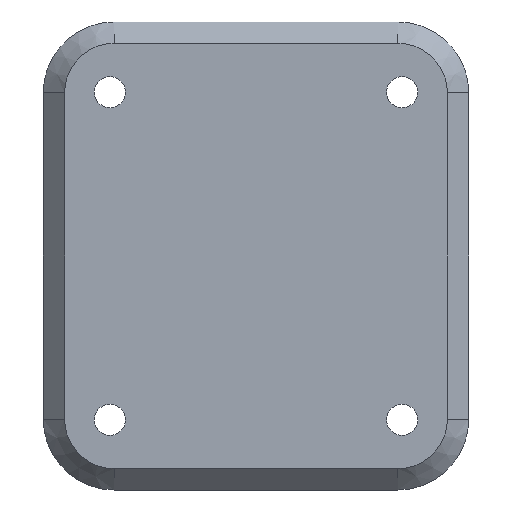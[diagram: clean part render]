
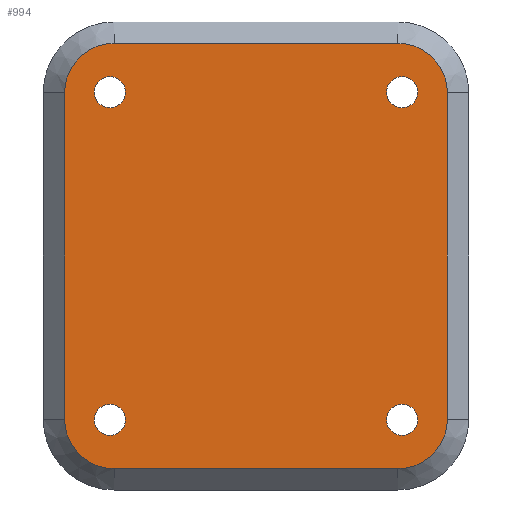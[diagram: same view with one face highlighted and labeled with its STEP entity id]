
A CAD part, front view. The second image highlights one B-rep face of the part: STEP entity #994.
In plain terms, the highlighted planar face has unit normal (0, -1, 0).
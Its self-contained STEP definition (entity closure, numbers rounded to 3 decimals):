
#15=FACE_BOUND('',#172,.T.);
#16=FACE_BOUND('',#173,.T.);
#17=FACE_BOUND('',#174,.T.);
#18=FACE_BOUND('',#175,.T.);
#49=CIRCLE('',#1054,3.5);
#51=CIRCLE('',#1058,3.5);
#53=CIRCLE('',#1062,3.5);
#55=CIRCLE('',#1066,3.5);
#58=CIRCLE('',#1074,1.1);
#59=CIRCLE('',#1075,1.1);
#60=CIRCLE('',#1076,1.1);
#61=CIRCLE('',#1077,1.1);
#116=FACE_OUTER_BOUND('',#171,.T.);
#171=EDGE_LOOP('',(#707,#708,#709,#710,#711,#712,#713,#714));
#172=EDGE_LOOP('',(#715));
#173=EDGE_LOOP('',(#716));
#174=EDGE_LOOP('',(#717));
#175=EDGE_LOOP('',(#718));
#224=LINE('',#1476,#320);
#229=LINE('',#1490,#325);
#233=LINE('',#1502,#329);
#237=LINE('',#1514,#333);
#320=VECTOR('',#1163,10.);
#325=VECTOR('',#1176,10.);
#329=VECTOR('',#1188,10.);
#333=VECTOR('',#1200,10.);
#416=VERTEX_POINT('',#1473);
#417=VERTEX_POINT('',#1475);
#420=VERTEX_POINT('',#1483);
#422=VERTEX_POINT('',#1488);
#424=VERTEX_POINT('',#1495);
#426=VERTEX_POINT('',#1500);
#428=VERTEX_POINT('',#1507);
#430=VERTEX_POINT('',#1512);
#436=VERTEX_POINT('',#1538);
#437=VERTEX_POINT('',#1540);
#438=VERTEX_POINT('',#1542);
#439=VERTEX_POINT('',#1544);
#512=EDGE_CURVE('',#416,#417,#224,.T.);
#517=EDGE_CURVE('',#420,#416,#49,.T.);
#519=EDGE_CURVE('',#422,#420,#229,.T.);
#523=EDGE_CURVE('',#424,#422,#51,.T.);
#525=EDGE_CURVE('',#426,#424,#233,.T.);
#529=EDGE_CURVE('',#428,#426,#53,.T.);
#531=EDGE_CURVE('',#430,#428,#237,.T.);
#534=EDGE_CURVE('',#417,#430,#55,.T.);
#544=EDGE_CURVE('',#436,#436,#58,.T.);
#545=EDGE_CURVE('',#437,#437,#59,.T.);
#546=EDGE_CURVE('',#438,#438,#60,.T.);
#547=EDGE_CURVE('',#439,#439,#61,.T.);
#707=ORIENTED_EDGE('',*,*,#512,.F.);
#708=ORIENTED_EDGE('',*,*,#517,.F.);
#709=ORIENTED_EDGE('',*,*,#519,.F.);
#710=ORIENTED_EDGE('',*,*,#523,.F.);
#711=ORIENTED_EDGE('',*,*,#525,.F.);
#712=ORIENTED_EDGE('',*,*,#529,.F.);
#713=ORIENTED_EDGE('',*,*,#531,.F.);
#714=ORIENTED_EDGE('',*,*,#534,.F.);
#715=ORIENTED_EDGE('',*,*,#544,.T.);
#716=ORIENTED_EDGE('',*,*,#545,.T.);
#717=ORIENTED_EDGE('',*,*,#546,.T.);
#718=ORIENTED_EDGE('',*,*,#547,.T.);
#961=PLANE('',#1073);
#994=ADVANCED_FACE('',(#116,#15,#16,#17,#18),#961,.F.);
#1054=AXIS2_PLACEMENT_3D('',#1485,#1171,#1172);
#1058=AXIS2_PLACEMENT_3D('',#1497,#1183,#1184);
#1062=AXIS2_PLACEMENT_3D('',#1509,#1195,#1196);
#1066=AXIS2_PLACEMENT_3D('',#1518,#1206,#1207);
#1073=AXIS2_PLACEMENT_3D('',#1537,#1227,#1228);
#1074=AXIS2_PLACEMENT_3D('',#1539,#1229,#1230);
#1075=AXIS2_PLACEMENT_3D('',#1541,#1231,#1232);
#1076=AXIS2_PLACEMENT_3D('',#1543,#1233,#1234);
#1077=AXIS2_PLACEMENT_3D('',#1545,#1235,#1236);
#1163=DIRECTION('',(0.,0.,1.));
#1171=DIRECTION('center_axis',(0.,1.,0.));
#1172=DIRECTION('ref_axis',(-0.707,0.,-0.707));
#1176=DIRECTION('',(-1.,0.,0.));
#1183=DIRECTION('center_axis',(0.,1.,0.));
#1184=DIRECTION('ref_axis',(0.707,0.,-0.707));
#1188=DIRECTION('',(0.,0.,-1.));
#1195=DIRECTION('center_axis',(0.,1.,0.));
#1196=DIRECTION('ref_axis',(0.707,0.,0.707));
#1200=DIRECTION('',(1.,0.,0.));
#1206=DIRECTION('center_axis',(0.,1.,0.));
#1207=DIRECTION('ref_axis',(-0.707,0.,0.707));
#1227=DIRECTION('center_axis',(0.,1.,0.));
#1228=DIRECTION('ref_axis',(1.,0.,0.));
#1229=DIRECTION('center_axis',(0.,1.,0.));
#1230=DIRECTION('ref_axis',(1.,0.,0.));
#1231=DIRECTION('center_axis',(0.,1.,0.));
#1232=DIRECTION('ref_axis',(1.,0.,0.));
#1233=DIRECTION('center_axis',(0.,1.,0.));
#1234=DIRECTION('ref_axis',(1.,0.,0.));
#1235=DIRECTION('center_axis',(0.,1.,0.));
#1236=DIRECTION('ref_axis',(1.,0.,0.));
#1473=CARTESIAN_POINT('',(-13.5,-0.6,-11.5));
#1475=CARTESIAN_POINT('',(-13.5,-0.6,11.5));
#1476=CARTESIAN_POINT('',(-13.5,-0.6,-8.25));
#1483=CARTESIAN_POINT('',(-10.,-0.6,-15.));
#1485=CARTESIAN_POINT('Origin',(-10.,-0.6,-11.5));
#1488=CARTESIAN_POINT('',(10.,-0.6,-15.));
#1490=CARTESIAN_POINT('',(7.5,-0.6,-15.));
#1495=CARTESIAN_POINT('',(13.5,-0.6,-11.5));
#1497=CARTESIAN_POINT('Origin',(10.,-0.6,-11.5));
#1500=CARTESIAN_POINT('',(13.5,-0.6,11.5));
#1502=CARTESIAN_POINT('',(13.5,-0.6,8.25));
#1507=CARTESIAN_POINT('',(10.,-0.6,15.));
#1509=CARTESIAN_POINT('Origin',(10.,-0.6,11.5));
#1512=CARTESIAN_POINT('',(-10.,-0.6,15.));
#1514=CARTESIAN_POINT('',(-7.5,-0.6,15.));
#1518=CARTESIAN_POINT('Origin',(-10.,-0.6,11.5));
#1537=CARTESIAN_POINT('Origin',(0.,-0.6,0.));
#1538=CARTESIAN_POINT('',(9.2,-0.6,-11.55));
#1539=CARTESIAN_POINT('Origin',(10.3,-0.6,-11.55));
#1540=CARTESIAN_POINT('',(9.2,-0.6,11.55));
#1541=CARTESIAN_POINT('Origin',(10.3,-0.6,11.55));
#1542=CARTESIAN_POINT('',(-11.4,-0.6,11.55));
#1543=CARTESIAN_POINT('Origin',(-10.3,-0.6,11.55));
#1544=CARTESIAN_POINT('',(-11.4,-0.6,-11.55));
#1545=CARTESIAN_POINT('Origin',(-10.3,-0.6,-11.55));
